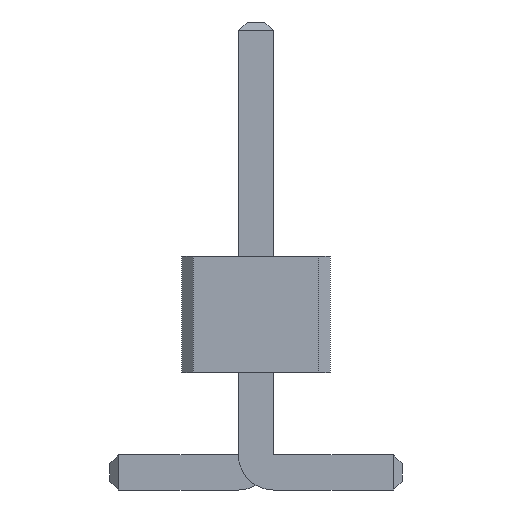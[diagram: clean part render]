
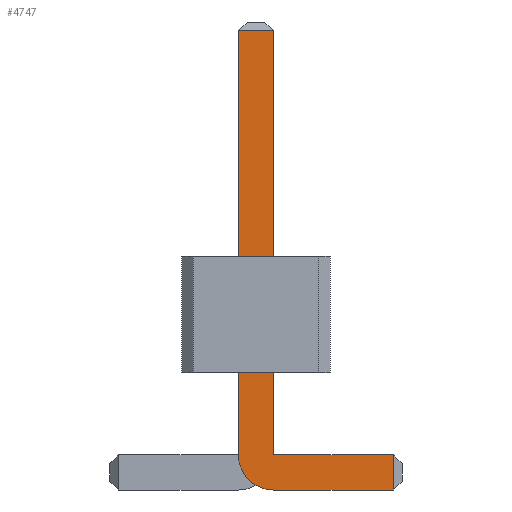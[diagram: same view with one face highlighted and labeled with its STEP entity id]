
A CAD part, front view. The second image highlights one B-rep face of the part: STEP entity #4747.
In plain terms, the highlighted planar face has unit normal (0, -1, 0).
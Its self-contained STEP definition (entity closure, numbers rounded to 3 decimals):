
#13=DIRECTION('',(0.,0.,1.));
#67=DIRECTION('',(1.,0.,0.));
#2150=VECTOR('',#67,1.);
#2161=DIRECTION('',(0.,1.,0.));
#2203=DIRECTION('',(-1.,0.,0.));
#4283=VECTOR('',#2203,1.);
#4558=DIRECTION('',(-0.,1.,0.));
#4559=DIRECTION('',(0.,0.,-1.));
#4566=VECTOR('',#4567,1.);
#4567=DIRECTION('',(0.,0.,1.));
#4578=VECTOR('',#4559,1.);
#4596=VERTEX_POINT('',#4597);
#4597=CARTESIAN_POINT('',(1.175,-18.15,0.));
#4600=ORIENTED_EDGE('',*,*,#4601,.T.);
#4601=EDGE_CURVE('',#4596,#4602,#4604,.T.);
#4602=VERTEX_POINT('',#4603);
#4603=CARTESIAN_POINT('',(0.15,-18.15,0.));
#4604=LINE('',#4605,#4283);
#4605=CARTESIAN_POINT('',(1.25,-18.15,0.));
#4642=VERTEX_POINT('',#4643);
#4643=CARTESIAN_POINT('',(-0.15,-18.15,0.3));
#4646=EDGE_CURVE('',#4602,#4642,#4647,.T.);
#4647=CIRCLE('',#4648,0.3);
#4648=AXIS2_PLACEMENT_3D('',#4649,#4558,#4559);
#4649=CARTESIAN_POINT('',(0.15,-18.15,0.3));
#4658=VERTEX_POINT('',#4649);
#4660=ORIENTED_EDGE('',*,*,#4661,.T.);
#4661=EDGE_CURVE('',#4658,#4662,#4664,.T.);
#4662=VERTEX_POINT('',#4663);
#4663=CARTESIAN_POINT('',(1.175,-18.15,0.3));
#4664=LINE('',#4649,#2150);
#4674=ORIENTED_EDGE('',*,*,#4675,.T.);
#4675=EDGE_CURVE('',#4642,#4676,#4678,.T.);
#4676=VERTEX_POINT('',#4677);
#4677=CARTESIAN_POINT('',(-0.15,-18.15,3.925));
#4678=LINE('',#4679,#4566);
#4679=CARTESIAN_POINT('',(-0.15,-18.15,0.));
#4692=VERTEX_POINT('',#4693);
#4693=CARTESIAN_POINT('',(0.15,-18.15,3.925));
#4695=ORIENTED_EDGE('',*,*,#4696,.T.);
#4696=EDGE_CURVE('',#4692,#4658,#4697,.T.);
#4697=LINE('',#4698,#4578);
#4698=CARTESIAN_POINT('',(0.15,-18.15,4.));
#4747=ADVANCED_FACE('',(#4748),#4757,.F.);
#4748=FACE_BOUND('',#4749,.F.);
#4749=EDGE_LOOP('',(#4600,#4750,#4674,#4751,#4695,#4660,#4754));
#4750=ORIENTED_EDGE('',*,*,#4646,.T.);
#4751=ORIENTED_EDGE('',*,*,#4752,.T.);
#4752=EDGE_CURVE('',#4676,#4692,#4753,.T.);
#4753=LINE('',#4677,#2150);
#4754=ORIENTED_EDGE('',*,*,#4755,.T.);
#4755=EDGE_CURVE('',#4662,#4596,#4756,.T.);
#4756=LINE('',#4663,#4578);
#4757=PLANE('',#4758);
#4758=AXIS2_PLACEMENT_3D('',#4759,#2161,#13);
#4759=CARTESIAN_POINT('',(0.173,-18.15,1.623));
